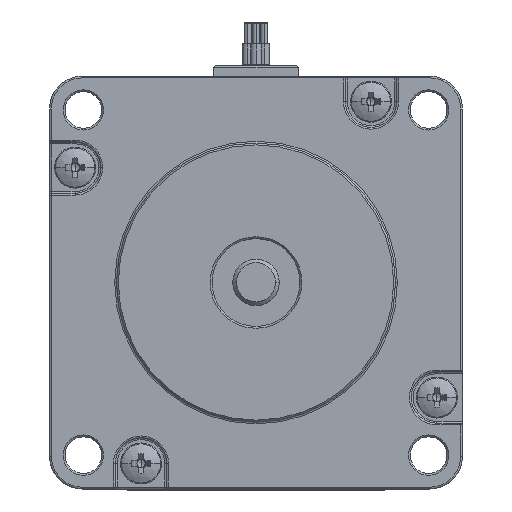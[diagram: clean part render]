
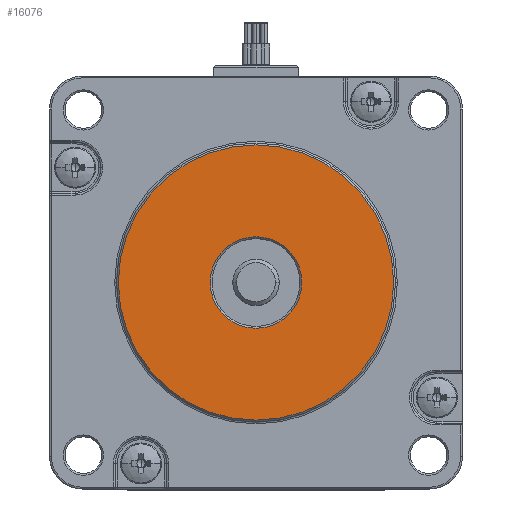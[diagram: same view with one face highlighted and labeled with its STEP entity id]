
A CAD part, top view. The second image highlights one B-rep face of the part: STEP entity #16076.
In plain terms, the highlighted planar face has unit normal (0, 0, 1).
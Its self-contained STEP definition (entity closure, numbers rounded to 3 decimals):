
#278 = CIRCLE ( 'NONE', #13600, 6.25 ) ;
#325 = EDGE_CURVE ( 'NONE', #11013, #9029, #2160, .T. ) ;
#582 = DIRECTION ( 'NONE',  ( 1., 0., 0. ) ) ;
#596 = CARTESIAN_POINT ( 'NONE',  ( 18.8, 0., 1.6 ) ) ;
#603 = DIRECTION ( 'NONE',  ( 0., 0., -1. ) ) ;
#618 = CARTESIAN_POINT ( 'NONE',  ( 0., 0., 1.6 ) ) ;
#1055 = ORIENTED_EDGE ( 'NONE', *, *, #10094, .T. ) ;
#1337 = EDGE_LOOP ( 'NONE', ( #14412, #5190 ) ) ;
#2160 = CIRCLE ( 'NONE', #15555, 6.25 ) ;
#2258 = CARTESIAN_POINT ( 'NONE',  ( 0., 0., 1.6 ) ) ;
#2785 = EDGE_CURVE ( 'NONE', #6748, #12070, #10391, .T. ) ;
#3609 = DIRECTION ( 'NONE',  ( 1., 0., 0. ) ) ;
#3828 = CARTESIAN_POINT ( 'NONE',  ( 0., 0., 1.6 ) ) ;
#5131 = DIRECTION ( 'NONE',  ( 1., 0., 0. ) ) ;
#5190 = ORIENTED_EDGE ( 'NONE', *, *, #14204, .T. ) ;
#5757 = CARTESIAN_POINT ( 'NONE',  ( 0., 0., 1.6 ) ) ;
#6712 = AXIS2_PLACEMENT_3D ( 'NONE', #8009, #8031, #8043 ) ;
#6748 = VERTEX_POINT ( 'NONE', #9703 ) ;
#6946 = AXIS2_PLACEMENT_3D ( 'NONE', #5757, #14889, #7110 ) ;
#7110 = DIRECTION ( 'NONE',  ( 1., 0., 0. ) ) ;
#7865 = FACE_BOUND ( 'NONE', #15270, .T. ) ;
#8009 = CARTESIAN_POINT ( 'NONE',  ( 0., 0., 1.6 ) ) ;
#8031 = DIRECTION ( 'NONE',  ( 0., 0., 1. ) ) ;
#8043 = DIRECTION ( 'NONE',  ( 1., 0., 0. ) ) ;
#8363 = PLANE ( 'NONE',  #6946 ) ;
#8832 = CIRCLE ( 'NONE', #15102, 18.8 ) ;
#9029 = VERTEX_POINT ( 'NONE', #9219 ) ;
#9219 = CARTESIAN_POINT ( 'NONE',  ( -6.25, 0., 1.6 ) ) ;
#9703 = CARTESIAN_POINT ( 'NONE',  ( -18.8, 0., 1.6 ) ) ;
#9966 = ORIENTED_EDGE ( 'NONE', *, *, #325, .T. ) ;
#10094 = EDGE_CURVE ( 'NONE', #9029, #11013, #278, .T. ) ;
#10391 = CIRCLE ( 'NONE', #6712, 18.8 ) ;
#11013 = VERTEX_POINT ( 'NONE', #16304 ) ;
#11470 = DIRECTION ( 'NONE',  ( 0., 0., 1. ) ) ;
#12070 = VERTEX_POINT ( 'NONE', #596 ) ;
#12989 = DIRECTION ( 'NONE',  ( 0., 0., -1. ) ) ;
#13600 = AXIS2_PLACEMENT_3D ( 'NONE', #3828, #12989, #5131 ) ;
#14204 = EDGE_CURVE ( 'NONE', #12070, #6748, #8832, .T. ) ;
#14381 = FACE_OUTER_BOUND ( 'NONE', #1337, .T. ) ;
#14412 = ORIENTED_EDGE ( 'NONE', *, *, #2785, .T. ) ;
#14889 = DIRECTION ( 'NONE',  ( 0., 0., 1. ) ) ;
#15102 = AXIS2_PLACEMENT_3D ( 'NONE', #2258, #11470, #3609 ) ;
#15270 = EDGE_LOOP ( 'NONE', ( #9966, #1055 ) ) ;
#15555 = AXIS2_PLACEMENT_3D ( 'NONE', #618, #603, #582 ) ;
#16076 = ADVANCED_FACE ( 'NONE', ( #14381, #7865 ), #8363, .T. ) ;
#16304 = CARTESIAN_POINT ( 'NONE',  ( 6.25, 0., 1.6 ) ) ;
